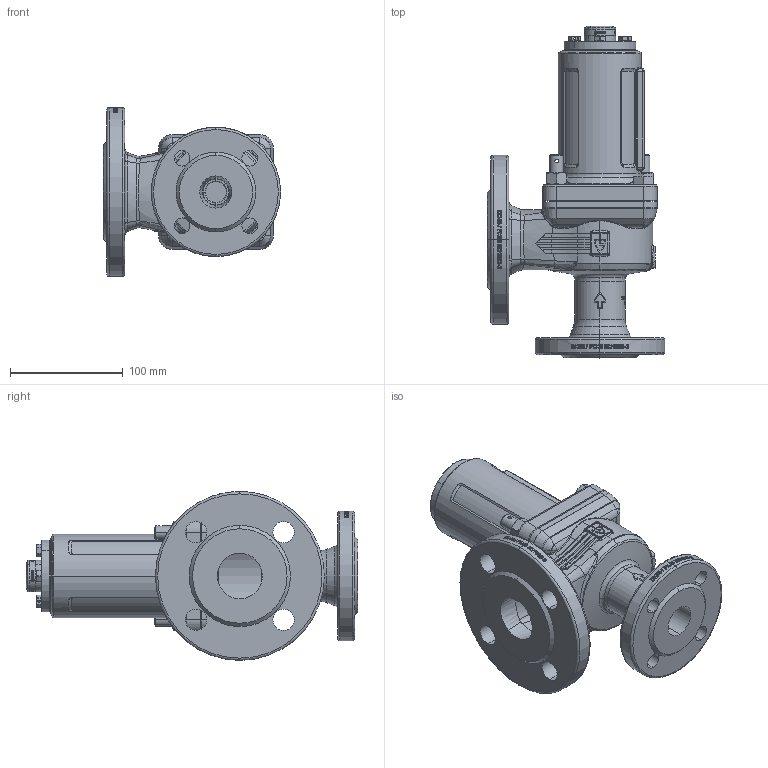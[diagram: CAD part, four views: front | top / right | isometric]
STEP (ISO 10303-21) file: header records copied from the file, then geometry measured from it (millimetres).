
FILE_DESCRIPTION (( 'STEP AP214' ), '1' );
FILE_NAME ('355TGFO_25_FLFL_2540_MD.STEP', '2020-07-22T06:35:21', ( '' ), ( '' ), 'SwSTEP 2.0', 'SolidWorks 2020', '' );
FILE_SCHEMA (( 'AUTOMOTIVE_DESIGN' ));
Length unit declared in the file: millimetre
Products named in the file (1): 355TGFO_25_FLFL_2540_MD
Bounding box: 157.5 x 295 x 150 mm (x, y, z)
Volume: 1063816.2 mm3; surface area: 259016.2 mm2
Topology: 15 solids, 15 shells, 1808 faces, 5034 edges, 3439 vertices
Faces by surface type: bspline 596, plane 500, cylinder 478, cone 158, torus 73, sphere 3
Entity records: 149618 total; most frequent: CARTESIAN_POINT 87452, ORIENTED_EDGE 10002, DIRECTION 6955, EDGE_CURVE 5001, VERTEX_POINT 3438, AXIS2_PLACEMENT_3D 2738, EDGE_LOOP 2083, B_SPLINE_CURVE_WITH_KNOTS 1974
